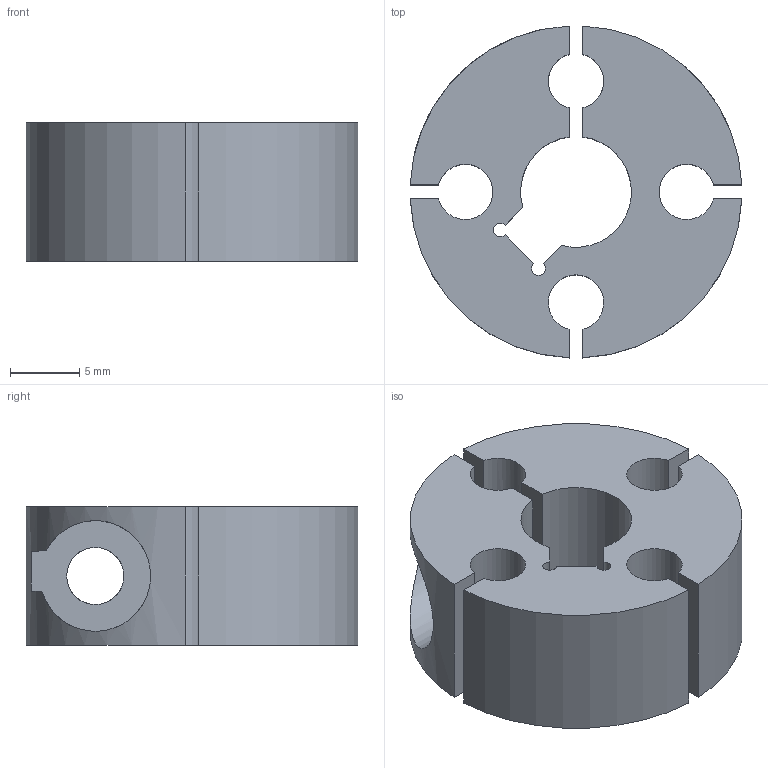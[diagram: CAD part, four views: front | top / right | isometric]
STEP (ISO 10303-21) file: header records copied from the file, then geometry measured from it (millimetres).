
FILE_DESCRIPTION(('STEP AP203'), '1');
FILE_NAME('ïðèíòåð_Áðàéëÿ_äåðæàòåëü_îñè', '', ('UNSPECIFIED'), ('UNSPECIFIED'), 'C3D Converter', 'C3D Toolkit', '');
FILE_SCHEMA(('CONFIG_CONTROL_DESIGN'));
Length unit declared in the file: millimetre
Bounding box: 23.98 x 23.98 x 10 mm (x, y, z)
Volume: 2870.7 mm3; surface area: 2545.8 mm2
Topology: 1 solids, 1 shells, 34 faces, 99 edges, 66 vertices
Faces by surface type: plane 18, cylinder 16
Full cylindrical faces by diameter (mm): 4.134 x2
Entity records: 2019 total; most frequent: CARTESIAN_POINT 793, ORIENTED_EDGE 194, DIRECTION 189, EDGE_CURVE 97, VERTEX_POINT 66, AXIS2_PLACEMENT_3D 65, LINE 59, VECTOR 59
